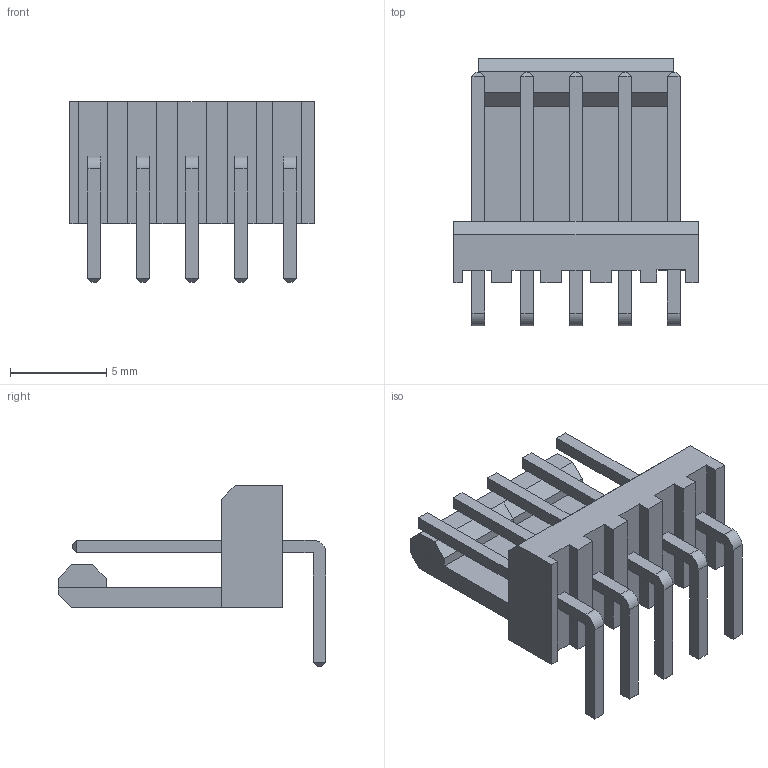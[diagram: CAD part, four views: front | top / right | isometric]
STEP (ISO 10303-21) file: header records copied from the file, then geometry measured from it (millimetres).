
FILE_DESCRIPTION(('FreeCAD Model'),'2;1');
FILE_NAME('Open CASCADE Shape Model','2022-08-08T13:34:55',( 'kicad StepUp'),('ksu MCAD'),'Open CASCADE STEP processor 7.6', 'FreeCAD','Unknown');
FILE_SCHEMA(('AUTOMOTIVE_DESIGN { 1 0 10303 214 1 1 1 1 }'));
Length unit declared in the file: millimetre
Products named in the file (1): ArrayP_sp
Bounding box: 12.7 x 13.92 x 9.39 mm (x, y, z)
Volume: 370.3 mm3; surface area: 727.6 mm2
Topology: 1 solids, 1 shells, 149 faces, 363 edges, 226 vertices
Faces by surface type: plane 144, cylinder 5
Entity records: 4554 total; most frequent: CARTESIAN_POINT 739, ORIENTED_EDGE 726, DIRECTION 673, EDGE_CURVE 363, LINE 353, VECTOR 353, VERTEX_POINT 226, AXIS2_PLACEMENT_3D 160
